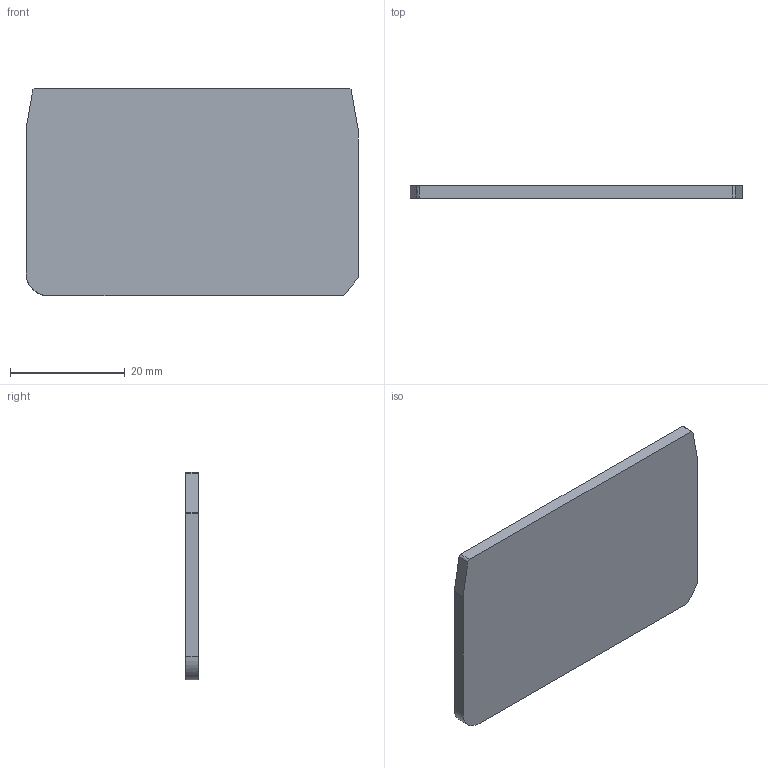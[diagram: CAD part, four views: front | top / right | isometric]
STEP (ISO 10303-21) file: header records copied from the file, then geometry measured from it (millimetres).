
FILE_DESCRIPTION( ('This file contains a STEP AP42 implementation' ,'as created by ZW3D STEP Interface translator.') ,'2;1' );
FILE_NAME( 'DUV6-102-XX-00N.stp' ,'2410 8.1128 6', (''), ('ZWCAD Software Co.'), 'Version 1.0', 'ZW3D to STEP translator', '' );
FILE_SCHEMA(('CONFIG_CONTROL_DESIGN'));
Length unit declared in the file: millimetre
Products named in the file (1): 0
Bounding box: 57.8 x 2.2 x 36.2 mm (x, y, z)
Volume: 4567.1 mm3; surface area: 4552.7 mm2
Topology: 1 solids, 1 shells, 19 faces, 48 edges, 32 vertices
Faces by surface type: bspline 19
Entity records: 605 total; most frequent: CARTESIAN_POINT 305, ORIENTED_EDGE 96, EDGE_CURVE 48, B_SPLINE_CURVE_WITH_KNOTS 34, VERTEX_POINT 32, EDGE_LOOP 20, FACE_OUTER_BOUND 19, ADVANCED_FACE 19
